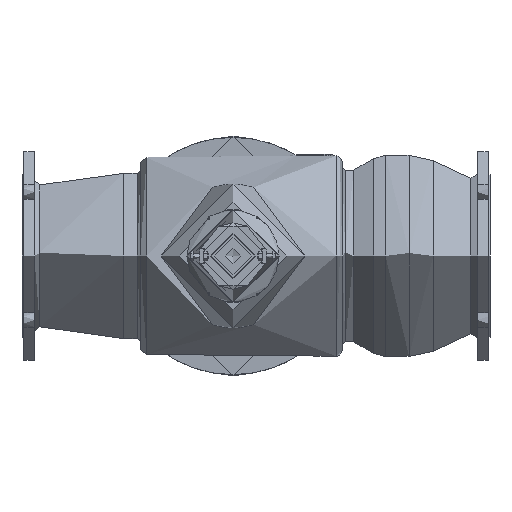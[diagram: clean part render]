
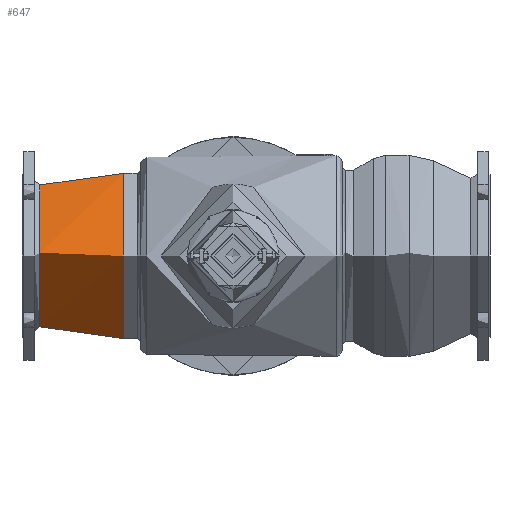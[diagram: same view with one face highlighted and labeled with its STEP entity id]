
A CAD part, front view. The second image highlights one B-rep face of the part: STEP entity #647.
In plain terms, the highlighted conical face has half-angle 8 degrees and reference radius 135 mm.
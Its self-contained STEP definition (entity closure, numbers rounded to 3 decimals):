
#647 = ADVANCED_FACE( '', ( #1850, #1851 ), #1852, .T. );
#1850 = FACE_BOUND( '', #3899, .T. );
#1851 = FACE_OUTER_BOUND( '', #3900, .T. );
#1852 = CONICAL_SURFACE( '', #3901, 135., 0.14 );
#3899 = EDGE_LOOP( '', ( #6098 ) );
#3900 = EDGE_LOOP( '', ( #6099, #6100 ) );
#3901 = AXIS2_PLACEMENT_3D( '', #6101, #6102, #6103 );
#6098 = ORIENTED_EDGE( '', *, *, #10721, .F. );
#6099 = ORIENTED_EDGE( '', *, *, #10722, .T. );
#6100 = ORIENTED_EDGE( '', *, *, #10723, .T. );
#6101 = CARTESIAN_POINT( '', ( -178.649, 0., 0. ) );
#6102 = DIRECTION( '', ( 1., 0., 0. ) );
#6103 = DIRECTION( '', ( 0., 0., -1. ) );
#10721 = EDGE_CURVE( '', #12598, #12598, #12599, .T. );
#10722 = EDGE_CURVE( '', #12600, #12601, #12602, .T. );
#10723 = EDGE_CURVE( '', #12601, #12600, #12603, .T. );
#12598 = VERTEX_POINT( '', #15388 );
#12599 = CIRCLE( '', #15389, 115.853 );
#12600 = VERTEX_POINT( '', #15390 );
#12601 = VERTEX_POINT( '', #15391 );
#12602 = CIRCLE( '', #15392, 135. );
#12603 = B_SPLINE_CURVE_WITH_KNOTS( '', 3, ( #15393, #15394, #15395, #15396, #15397, #15398, #15399, #15400, #15401, #15402, #15403, #15404, #15405, #15406, #15407, #15408, #15409, #15410, #15411, #15412, #15413, #15414, #15415, #15416, #15417, #15418, #15419, #15420, #15421, #15422, #15423, #15424, #15425, #15426 ), .UNSPECIFIED., .F., .F., ( 4, 2, 2, 2, 2, 2, 2, 2, 2, 2, 2, 2, 2, 2, 2, 2, 4 ), ( 0., 0.003, 0.006, 0.01, 0.013, 0.016, 0.019, 0.022, 0.025, 0.029, 0.032, 0.035, 0.038, 0.041, 0.044, 0.048, 0.051 ), .UNSPECIFIED. );
#15388 = CARTESIAN_POINT( '', ( -314.887, 0., 115.853 ) );
#15389 = AXIS2_PLACEMENT_3D( '', #21343, #21344, #21345 );
#15390 = CARTESIAN_POINT( '', ( -178.649, 133.726, -18.505 ) );
#15391 = CARTESIAN_POINT( '', ( -178.649, 133.726, 18.505 ) );
#15392 = AXIS2_PLACEMENT_3D( '', #21346, #21347, #21348 );
#15393 = CARTESIAN_POINT( '', ( -178.649, 133.726, 18.505 ) );
#15394 = CARTESIAN_POINT( '', ( -179.689, 133.612, 18.263 ) );
#15395 = CARTESIAN_POINT( '', ( -180.695, 133.514, 17.937 ) );
#15396 = CARTESIAN_POINT( '', ( -182.642, 133.345, 17.123 ) );
#15397 = CARTESIAN_POINT( '', ( -183.583, 133.274, 16.635 ) );
#15398 = CARTESIAN_POINT( '', ( -185.395, 133.155, 15.49 ) );
#15399 = CARTESIAN_POINT( '', ( -186.241, 133.109, 14.849 ) );
#15400 = CARTESIAN_POINT( '', ( -187.816, 133.037, 13.436 ) );
#15401 = CARTESIAN_POINT( '', ( -188.545, 133.01, 12.664 ) );
#15402 = CARTESIAN_POINT( '', ( -189.881, 132.971, 10.983 ) );
#15403 = CARTESIAN_POINT( '', ( -190.469, 132.959, 10.099 ) );
#15404 = CARTESIAN_POINT( '', ( -191.491, 132.943, 8.245 ) );
#15405 = CARTESIAN_POINT( '', ( -191.925, 132.939, 7.275 ) );
#15406 = CARTESIAN_POINT( '', ( -192.632, 132.935, 5.248 ) );
#15407 = CARTESIAN_POINT( '', ( -192.896, 132.935, 4.219 ) );
#15408 = CARTESIAN_POINT( '', ( -193.25, 132.935, 2.132 ) );
#15409 = CARTESIAN_POINT( '', ( -193.34, 132.935, 1.074 ) );
#15410 = CARTESIAN_POINT( '', ( -193.34, 132.935, -1.073 ) );
#15411 = CARTESIAN_POINT( '', ( -193.25, 132.935, -2.132 ) );
#15412 = CARTESIAN_POINT( '', ( -192.896, 132.935, -4.219 ) );
#15413 = CARTESIAN_POINT( '', ( -192.632, 132.935, -5.248 ) );
#15414 = CARTESIAN_POINT( '', ( -191.925, 132.939, -7.274 ) );
#15415 = CARTESIAN_POINT( '', ( -191.491, 132.943, -8.244 ) );
#15416 = CARTESIAN_POINT( '', ( -190.469, 132.959, -10.098 ) );
#15417 = CARTESIAN_POINT( '', ( -189.881, 132.971, -10.982 ) );
#15418 = CARTESIAN_POINT( '', ( -188.546, 133.01, -12.662 ) );
#15419 = CARTESIAN_POINT( '', ( -187.816, 133.037, -13.435 ) );
#15420 = CARTESIAN_POINT( '', ( -186.242, 133.109, -14.848 ) );
#15421 = CARTESIAN_POINT( '', ( -185.396, 133.155, -15.489 ) );
#15422 = CARTESIAN_POINT( '', ( -183.586, 133.273, -16.633 ) );
#15423 = CARTESIAN_POINT( '', ( -182.643, 133.344, -17.122 ) );
#15424 = CARTESIAN_POINT( '', ( -180.695, 133.514, -17.937 ) );
#15425 = CARTESIAN_POINT( '', ( -179.689, 133.612, -18.263 ) );
#15426 = CARTESIAN_POINT( '', ( -178.649, 133.726, -18.505 ) );
#21343 = CARTESIAN_POINT( '', ( -314.887, 0., 0. ) );
#21344 = DIRECTION( '', ( -1., 0., 0. ) );
#21345 = DIRECTION( '', ( 0., 0., 1. ) );
#21346 = CARTESIAN_POINT( '', ( -178.649, 0., 0. ) );
#21347 = DIRECTION( '', ( -1., 0., 0. ) );
#21348 = DIRECTION( '', ( 0., 0., 1. ) );
